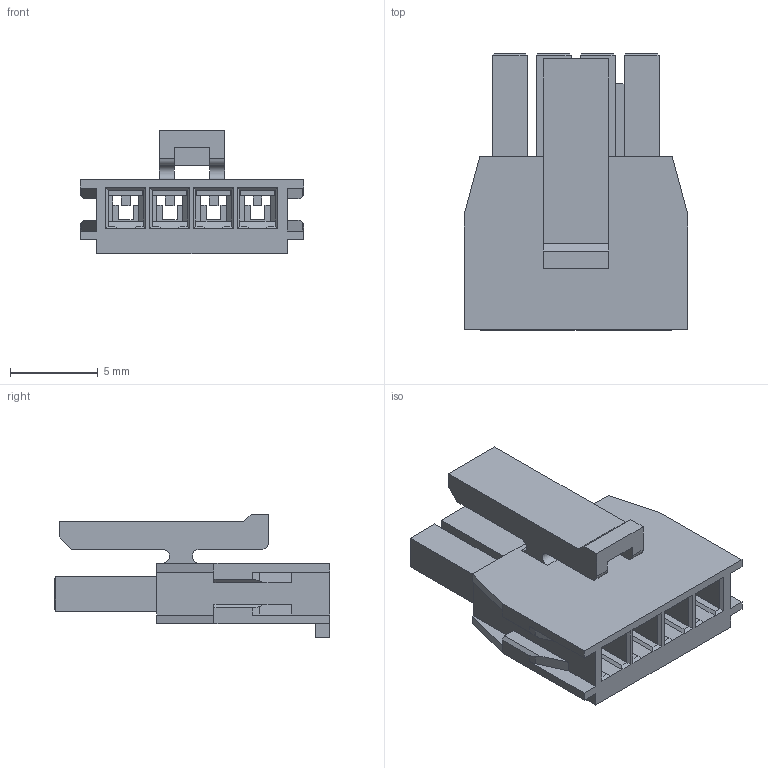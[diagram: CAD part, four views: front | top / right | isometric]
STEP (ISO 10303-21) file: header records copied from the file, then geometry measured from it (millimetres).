
FILE_DESCRIPTION(/* description */ ('Unknown'),/* implementation_level */ '2;1');
FILE_NAME(/* name */ '626004130808',/* time_stamp */ '2023-11-06T16:28:07+01:00',/* author */ ('Unknown'),/* organization */ ('Unknown'),/* preprocessor_version */ 'ST-DEVELOPER v18.102',/* originating_system */ 'Solid Edge',/* authorisation */ 'Unknown');
FILE_SCHEMA (('AUTOMOTIVE_DESIGN {1 0 10303 214 3 1 1}'));
Length unit declared in the file: millimetre
Products named in the file (2): 6260xx130808; 626004130808
Assembly tree (1 placements, depth 2):
  6260xx130808
    626004130808
Bounding box: 12.7 x 15.7 x 7.04 mm (x, y, z)
Volume: 367.6 mm3; surface area: 1209.1 mm2
Topology: 1 solids, 1 shells, 280 faces, 761 edges, 490 vertices
Faces by surface type: plane 274, cylinder 6
Entity records: 8650 total; most frequent: CARTESIAN_POINT 1533, ORIENTED_EDGE 1522, DIRECTION 1337, EDGE_CURVE 761, LINE 749, VECTOR 749, VERTEX_POINT 490, EDGE_LOOP 297
